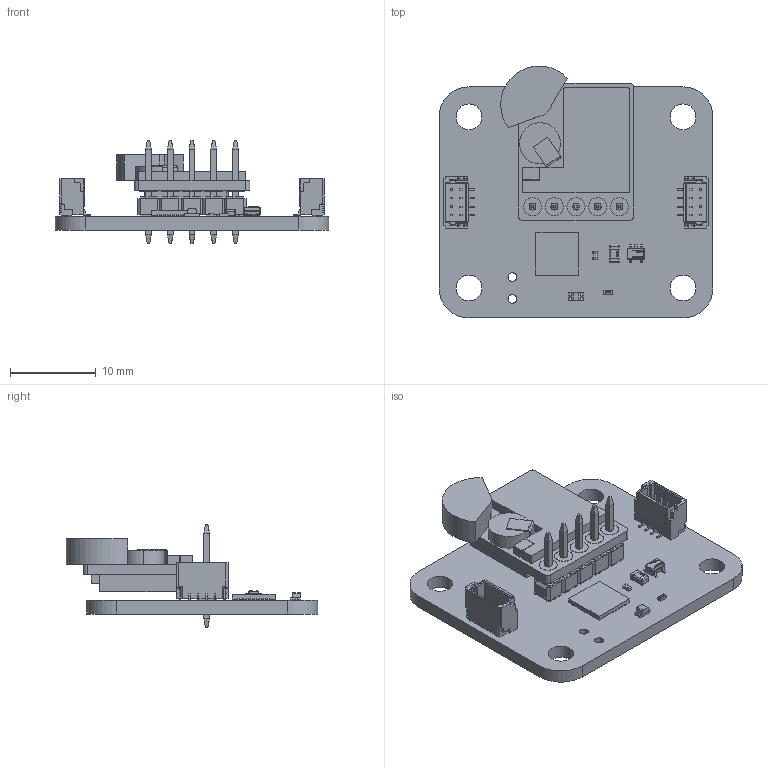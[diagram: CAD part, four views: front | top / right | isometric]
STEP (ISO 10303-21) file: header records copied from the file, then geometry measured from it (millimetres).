
FILE_DESCRIPTION(('Open CASCADE Model'),'2;1');
FILE_NAME('Open CASCADE Shape Model','2025-10-27T07:05:11',('Author'),( 'Open CASCADE'),'Open CASCADE STEP processor 7.5','Open CASCADE 7.5' ,'Unknown');
FILE_SCHEMA(('AUTOMOTIVE_DESIGN { 1 0 10303 214 1 1 1 1 }'));
Length unit declared in the file: millimetre
Products named in the file (42): PCB; Board; Open CASCADE STEP translator 7.5 1.1.1; U2; IC_Texas_Instruments_SN74AHC1G09DCKR_eec; BODY-SOT; LEAD-SOT; Texas Logo; Texas Logo1; J3; Conn_Molex_22-28-4050_eec; 22-28-4050; 2; 3; Pin1_Triangle; Molex; R4; User Library-R SMD 0402; User Library-R SMD 0402_0402 BODY; User Library-R SMD 0402_0402 PAD; User Library-R SMD 0402_0402 OPIS; STAT1; 0603 LED Green; Solid1; Solid4; U; DUELink-U-Connector-BM04B-SRSS-TB; D; DUELink-Connector-BM04B-SRSS-TB; C2; 0805 SMD Capacitor; C1; C0402; Free-Models; ATGM336H; STM32-QFN32
Assembly tree (46 placements, depth 5):
  PCB
    Board
      Open CASCADE STEP translator 7.5 1.1.1
    U2
      IC_Texas_Instruments_SN74AHC1G09DCKR_eec
        BODY-SOT
        LEAD-SOT  x5
        Texas Logo
        Texas Logo1
    J3
      Conn_Molex_22-28-4050_eec
        22-28-4050
          2
          3
        Pin1_Triangle
        Molex
    R4
      User Library-R SMD 0402
        User Library-R SMD 0402_0402 BODY
        User Library-R SMD 0402_0402 PAD  x2
        User Library-R SMD 0402_0402 OPIS
    STAT1
      0603 LED Green
        Solid1
        Solid4
        Solid1
        Solid1
        Solid4
        Solid1
        Solid1
        Solid1
    U
      DUELink-U-Connector-BM04B-SRSS-TB
    D
      DUELink-Connector-BM04B-SRSS-TB
    C2
      0805 SMD Capacitor
    C1
      C0402
    Free-Models
      ATGM336H
      STM32-QFN32
Bounding box: 32 x 29.42 x 12.06 mm (x, y, z)
Volume: 2202.3 mm3; surface area: 3639.1 mm2
Topology: 134 solids, 134 shells, 2620 faces, 7866 edges, 6986 vertices
Faces by surface type: plane 1739, cylinder 449, bspline 328, sphere 92, revolution 8, cone 4
Full cylindrical faces by diameter (mm): 1.016 x2, 1.02 x5, 3 x4
Entity records: 98087 total; most frequent: CARTESIAN_POINT 24722, DIRECTION 12663, ORIENTED_EDGE 12558, EDGE_CURVE 6279, LINE 6121, VECTOR 6121, VERTEX_POINT 4030, AXIS2_PLACEMENT_3D 3267
